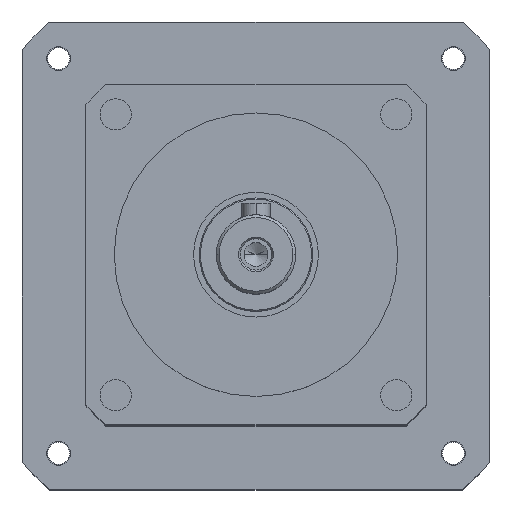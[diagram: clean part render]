
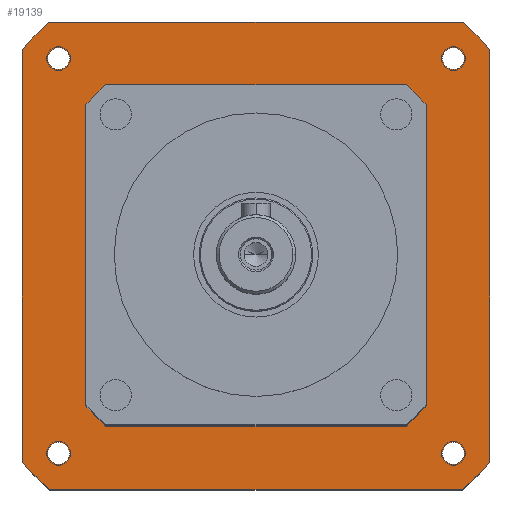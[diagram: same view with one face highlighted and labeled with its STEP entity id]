
A CAD part, top view. The second image highlights one B-rep face of the part: STEP entity #19139.
In plain terms, the highlighted planar face has unit normal (0, 0, 1).
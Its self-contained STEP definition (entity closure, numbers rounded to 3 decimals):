
#18017=CARTESIAN_POINT('',(-32.866,34.8,-113.));
#18018=VERTEX_POINT('',#18017);
#18019=CARTESIAN_POINT('',(-36.734,34.8,-113.));
#18020=VERTEX_POINT('',#18019);
#18021=CARTESIAN_POINT('',(-34.8,34.8,-113.));
#18022=DIRECTION('',(0.,0.,-1.));
#18023=DIRECTION('',(-1.,0.,0.));
#18024=AXIS2_PLACEMENT_3D('',#18021,#18022,#18023);
#18025=CIRCLE('',#18024,1.934);
#18026=EDGE_CURVE('',#18018,#18020,#18025,.T.);
#18123=CARTESIAN_POINT('',(-32.866,-34.8,-113.));
#18124=VERTEX_POINT('',#18123);
#18125=CARTESIAN_POINT('',(-36.734,-34.8,-113.));
#18126=VERTEX_POINT('',#18125);
#18127=CARTESIAN_POINT('',(-34.8,-34.8,-113.));
#18128=DIRECTION('',(0.,0.,-1.));
#18129=DIRECTION('',(-1.,0.,0.));
#18130=AXIS2_PLACEMENT_3D('',#18127,#18128,#18129);
#18131=CIRCLE('',#18130,1.934);
#18132=EDGE_CURVE('',#18124,#18126,#18131,.T.);
#18229=CARTESIAN_POINT('',(36.734,-34.8,-113.));
#18230=VERTEX_POINT('',#18229);
#18231=CARTESIAN_POINT('',(32.866,-34.8,-113.));
#18232=VERTEX_POINT('',#18231);
#18233=CARTESIAN_POINT('',(34.8,-34.8,-113.));
#18234=DIRECTION('',(0.,0.,-1.));
#18235=DIRECTION('',(-1.,0.,0.));
#18236=AXIS2_PLACEMENT_3D('',#18233,#18234,#18235);
#18237=CIRCLE('',#18236,1.934);
#18238=EDGE_CURVE('',#18230,#18232,#18237,.T.);
#18361=CARTESIAN_POINT('',(-21.999,24.749,-113.));
#18362=VERTEX_POINT('',#18361);
#18363=CARTESIAN_POINT('',(-27.499,24.749,-113.));
#18364=VERTEX_POINT('',#18363);
#18365=CARTESIAN_POINT('',(-24.749,24.749,-113.));
#18366=DIRECTION('',(0.,0.,-1.));
#18367=DIRECTION('',(-1.,0.,0.));
#18368=AXIS2_PLACEMENT_3D('',#18365,#18366,#18367);
#18369=CIRCLE('',#18368,2.75);
#18370=EDGE_CURVE('',#18362,#18364,#18369,.T.);
#18503=CARTESIAN_POINT('',(-21.999,-24.749,-113.));
#18504=VERTEX_POINT('',#18503);
#18505=CARTESIAN_POINT('',(-27.499,-24.749,-113.));
#18506=VERTEX_POINT('',#18505);
#18507=CARTESIAN_POINT('',(-24.749,-24.749,-113.));
#18508=DIRECTION('',(0.,0.,-1.));
#18509=DIRECTION('',(-1.,0.,0.));
#18510=AXIS2_PLACEMENT_3D('',#18507,#18508,#18509);
#18511=CIRCLE('',#18510,2.75);
#18512=EDGE_CURVE('',#18504,#18506,#18511,.T.);
#18604=CARTESIAN_POINT('',(27.499,-24.749,-113.));
#18605=VERTEX_POINT('',#18604);
#18606=CARTESIAN_POINT('',(21.999,-24.749,-113.));
#18607=VERTEX_POINT('',#18606);
#18608=CARTESIAN_POINT('',(24.749,-24.749,-113.));
#18609=DIRECTION('',(0.,0.,-1.));
#18610=DIRECTION('',(-1.,0.,0.));
#18611=AXIS2_PLACEMENT_3D('',#18608,#18609,#18610);
#18612=CIRCLE('',#18611,2.75);
#18613=EDGE_CURVE('',#18605,#18607,#18612,.T.);
#18720=CARTESIAN_POINT('',(36.734,34.8,-113.));
#18721=VERTEX_POINT('',#18720);
#18722=CARTESIAN_POINT('',(32.866,34.8,-113.));
#18723=VERTEX_POINT('',#18722);
#18724=CARTESIAN_POINT('',(34.8,34.8,-113.));
#18725=DIRECTION('',(0.,0.,-1.));
#18726=DIRECTION('',(-1.,0.,0.));
#18727=AXIS2_PLACEMENT_3D('',#18724,#18725,#18726);
#18728=CIRCLE('',#18727,1.934);
#18729=EDGE_CURVE('',#18721,#18723,#18728,.T.);
#18811=CARTESIAN_POINT('',(27.499,24.749,-113.));
#18812=VERTEX_POINT('',#18811);
#18813=CARTESIAN_POINT('',(21.999,24.749,-113.));
#18814=VERTEX_POINT('',#18813);
#18815=CARTESIAN_POINT('',(24.749,24.749,-113.));
#18816=DIRECTION('',(0.,0.,-1.));
#18817=DIRECTION('',(-1.,0.,0.));
#18818=AXIS2_PLACEMENT_3D('',#18815,#18816,#18817);
#18819=CIRCLE('',#18818,2.75);
#18820=EDGE_CURVE('',#18812,#18814,#18819,.T.);
#18895=CARTESIAN_POINT('',(-25.,0.,-113.));
#18896=VERTEX_POINT('',#18895);
#18897=CARTESIAN_POINT('',(25.,-0.,-113.));
#18898=VERTEX_POINT('',#18897);
#18899=CARTESIAN_POINT('',(-0.,0.,-113.));
#18900=DIRECTION('',(0.,0.,-1.));
#18901=DIRECTION('',(-1.,0.,0.));
#18902=AXIS2_PLACEMENT_3D('',#18899,#18900,#18901);
#18903=CIRCLE('',#18902,25.);
#18904=EDGE_CURVE('',#18896,#18898,#18903,.T.);
#18974=CARTESIAN_POINT('',(41.25,-41.25,-113.));
#18975=DIRECTION('',(0.,0.,-1.));
#18976=DIRECTION('',(-1.,0.,0.));
#18977=AXIS2_PLACEMENT_3D('',#18974,#18975,#18976);
#18978=PLANE('',#18977);
#18979=CARTESIAN_POINT('',(-34.8,34.8,-113.));
#18980=DIRECTION('',(0.,0.,-1.));
#18981=DIRECTION('',(-1.,0.,0.));
#18982=AXIS2_PLACEMENT_3D('',#18979,#18980,#18981);
#18983=CIRCLE('',#18982,1.934);
#18984=EDGE_CURVE('',#18020,#18018,#18983,.T.);
#18985=ORIENTED_EDGE('',*,*,#18984,.T.);
#18986=ORIENTED_EDGE('',*,*,#18026,.T.);
#18987=EDGE_LOOP('',(#18985,#18986));
#18988=FACE_BOUND('',#18987,.T.);
#18989=CARTESIAN_POINT('',(-34.8,-34.8,-113.));
#18990=DIRECTION('',(0.,0.,-1.));
#18991=DIRECTION('',(-1.,0.,0.));
#18992=AXIS2_PLACEMENT_3D('',#18989,#18990,#18991);
#18993=CIRCLE('',#18992,1.934);
#18994=EDGE_CURVE('',#18126,#18124,#18993,.T.);
#18995=ORIENTED_EDGE('',*,*,#18994,.T.);
#18996=ORIENTED_EDGE('',*,*,#18132,.T.);
#18997=EDGE_LOOP('',(#18995,#18996));
#18998=FACE_BOUND('',#18997,.T.);
#18999=CARTESIAN_POINT('',(34.8,-34.8,-113.));
#19000=DIRECTION('',(0.,0.,-1.));
#19001=DIRECTION('',(-1.,0.,0.));
#19002=AXIS2_PLACEMENT_3D('',#18999,#19000,#19001);
#19003=CIRCLE('',#19002,1.934);
#19004=EDGE_CURVE('',#18232,#18230,#19003,.T.);
#19005=ORIENTED_EDGE('',*,*,#19004,.T.);
#19006=ORIENTED_EDGE('',*,*,#18238,.T.);
#19007=EDGE_LOOP('',(#19005,#19006));
#19008=FACE_BOUND('',#19007,.T.);
#19009=CARTESIAN_POINT('',(-24.749,24.749,-113.));
#19010=DIRECTION('',(0.,0.,-1.));
#19011=DIRECTION('',(-1.,0.,0.));
#19012=AXIS2_PLACEMENT_3D('',#19009,#19010,#19011);
#19013=CIRCLE('',#19012,2.75);
#19014=EDGE_CURVE('',#18364,#18362,#19013,.T.);
#19015=ORIENTED_EDGE('',*,*,#19014,.T.);
#19016=ORIENTED_EDGE('',*,*,#18370,.T.);
#19017=EDGE_LOOP('',(#19015,#19016));
#19018=FACE_BOUND('',#19017,.T.);
#19019=CARTESIAN_POINT('',(-24.749,-24.749,-113.));
#19020=DIRECTION('',(0.,0.,-1.));
#19021=DIRECTION('',(-1.,0.,0.));
#19022=AXIS2_PLACEMENT_3D('',#19019,#19020,#19021);
#19023=CIRCLE('',#19022,2.75);
#19024=EDGE_CURVE('',#18506,#18504,#19023,.T.);
#19025=ORIENTED_EDGE('',*,*,#19024,.T.);
#19026=ORIENTED_EDGE('',*,*,#18512,.T.);
#19027=EDGE_LOOP('',(#19025,#19026));
#19028=FACE_BOUND('',#19027,.T.);
#19029=CARTESIAN_POINT('',(24.749,-24.749,-113.));
#19030=DIRECTION('',(0.,0.,-1.));
#19031=DIRECTION('',(-1.,0.,0.));
#19032=AXIS2_PLACEMENT_3D('',#19029,#19030,#19031);
#19033=CIRCLE('',#19032,2.75);
#19034=EDGE_CURVE('',#18607,#18605,#19033,.T.);
#19035=ORIENTED_EDGE('',*,*,#19034,.T.);
#19036=ORIENTED_EDGE('',*,*,#18613,.T.);
#19037=EDGE_LOOP('',(#19035,#19036));
#19038=FACE_BOUND('',#19037,.T.);
#19039=CARTESIAN_POINT('',(34.8,34.8,-113.));
#19040=DIRECTION('',(0.,0.,-1.));
#19041=DIRECTION('',(-1.,0.,0.));
#19042=AXIS2_PLACEMENT_3D('',#19039,#19040,#19041);
#19043=CIRCLE('',#19042,1.934);
#19044=EDGE_CURVE('',#18723,#18721,#19043,.T.);
#19045=ORIENTED_EDGE('',*,*,#19044,.T.);
#19046=ORIENTED_EDGE('',*,*,#18729,.T.);
#19047=EDGE_LOOP('',(#19045,#19046));
#19048=FACE_BOUND('',#19047,.T.);
#19049=CARTESIAN_POINT('',(24.749,24.749,-113.));
#19050=DIRECTION('',(0.,0.,-1.));
#19051=DIRECTION('',(-1.,0.,0.));
#19052=AXIS2_PLACEMENT_3D('',#19049,#19050,#19051);
#19053=CIRCLE('',#19052,2.75);
#19054=EDGE_CURVE('',#18814,#18812,#19053,.T.);
#19055=ORIENTED_EDGE('',*,*,#19054,.T.);
#19056=ORIENTED_EDGE('',*,*,#18820,.T.);
#19057=EDGE_LOOP('',(#19055,#19056));
#19058=FACE_BOUND('',#19057,.T.);
#19059=CARTESIAN_POINT('',(-0.,0.,-113.));
#19060=DIRECTION('',(0.,0.,-1.));
#19061=DIRECTION('',(-1.,0.,0.));
#19062=AXIS2_PLACEMENT_3D('',#19059,#19060,#19061);
#19063=CIRCLE('',#19062,25.);
#19064=EDGE_CURVE('',#18898,#18896,#19063,.T.);
#19065=ORIENTED_EDGE('',*,*,#19064,.T.);
#19066=ORIENTED_EDGE('',*,*,#18904,.T.);
#19067=EDGE_LOOP('',(#19065,#19066));
#19068=FACE_BOUND('',#19067,.T.);
#19069=CARTESIAN_POINT('',(-41.25,36.379,-113.));
#19070=VERTEX_POINT('',#19069);
#19071=CARTESIAN_POINT('',(-36.379,41.25,-113.));
#19072=VERTEX_POINT('',#19071);
#19073=CARTESIAN_POINT('',(-0.,0.,-113.));
#19074=DIRECTION('',(0.,0.,-1.));
#19075=DIRECTION('',(-1.,0.,0.));
#19076=AXIS2_PLACEMENT_3D('',#19073,#19074,#19075);
#19077=CIRCLE('',#19076,55.);
#19078=EDGE_CURVE('',#19070,#19072,#19077,.T.);
#19079=ORIENTED_EDGE('',*,*,#19078,.F.);
#19080=CARTESIAN_POINT('',(-41.25,-36.379,-113.));
#19081=VERTEX_POINT('',#19080);
#19082=CARTESIAN_POINT('',(-41.25,-36.379,-113.));
#19083=DIRECTION('',(0.,1.,0.));
#19084=VECTOR('',#19083,72.758);
#19085=LINE('',#19082,#19084);
#19086=EDGE_CURVE('',#19081,#19070,#19085,.T.);
#19087=ORIENTED_EDGE('',*,*,#19086,.F.);
#19088=CARTESIAN_POINT('',(-36.379,-41.25,-113.));
#19089=VERTEX_POINT('',#19088);
#19090=CARTESIAN_POINT('',(-0.,0.,-113.));
#19091=DIRECTION('',(0.,0.,-1.));
#19092=DIRECTION('',(-1.,0.,0.));
#19093=AXIS2_PLACEMENT_3D('',#19090,#19091,#19092);
#19094=CIRCLE('',#19093,55.);
#19095=EDGE_CURVE('',#19089,#19081,#19094,.T.);
#19096=ORIENTED_EDGE('',*,*,#19095,.F.);
#19097=CARTESIAN_POINT('',(36.379,-41.25,-113.));
#19098=VERTEX_POINT('',#19097);
#19099=CARTESIAN_POINT('',(36.379,-41.25,-113.));
#19100=DIRECTION('',(-1.,0.,0.));
#19101=VECTOR('',#19100,72.758);
#19102=LINE('',#19099,#19101);
#19103=EDGE_CURVE('',#19098,#19089,#19102,.T.);
#19104=ORIENTED_EDGE('',*,*,#19103,.F.);
#19105=CARTESIAN_POINT('',(41.25,-36.379,-113.));
#19106=VERTEX_POINT('',#19105);
#19107=CARTESIAN_POINT('',(-0.,0.,-113.));
#19108=DIRECTION('',(0.,0.,-1.));
#19109=DIRECTION('',(-1.,0.,0.));
#19110=AXIS2_PLACEMENT_3D('',#19107,#19108,#19109);
#19111=CIRCLE('',#19110,55.);
#19112=EDGE_CURVE('',#19106,#19098,#19111,.T.);
#19113=ORIENTED_EDGE('',*,*,#19112,.F.);
#19114=CARTESIAN_POINT('',(41.25,36.379,-113.));
#19115=VERTEX_POINT('',#19114);
#19116=CARTESIAN_POINT('',(41.25,36.379,-113.));
#19117=DIRECTION('',(-0.,-1.,0.));
#19118=VECTOR('',#19117,72.758);
#19119=LINE('',#19116,#19118);
#19120=EDGE_CURVE('',#19115,#19106,#19119,.T.);
#19121=ORIENTED_EDGE('',*,*,#19120,.F.);
#19122=CARTESIAN_POINT('',(36.379,41.25,-113.));
#19123=VERTEX_POINT('',#19122);
#19124=CARTESIAN_POINT('',(-0.,0.,-113.));
#19125=DIRECTION('',(0.,0.,-1.));
#19126=DIRECTION('',(-1.,0.,0.));
#19127=AXIS2_PLACEMENT_3D('',#19124,#19125,#19126);
#19128=CIRCLE('',#19127,55.);
#19129=EDGE_CURVE('',#19123,#19115,#19128,.T.);
#19130=ORIENTED_EDGE('',*,*,#19129,.F.);
#19131=CARTESIAN_POINT('',(-36.379,41.25,-113.));
#19132=DIRECTION('',(1.,-0.,0.));
#19133=VECTOR('',#19132,72.758);
#19134=LINE('',#19131,#19133);
#19135=EDGE_CURVE('',#19072,#19123,#19134,.T.);
#19136=ORIENTED_EDGE('',*,*,#19135,.F.);
#19137=EDGE_LOOP('',(#19079,#19087,#19096,#19104,#19113,#19121,#19130,#19136));
#19138=FACE_BOUND('',#19137,.T.);
#19139=ADVANCED_FACE('NONE',(#18988,#18998,#19008,#19018,#19028,#19038,#19048,#19058,#19068,#19138),#18978,.F.);
